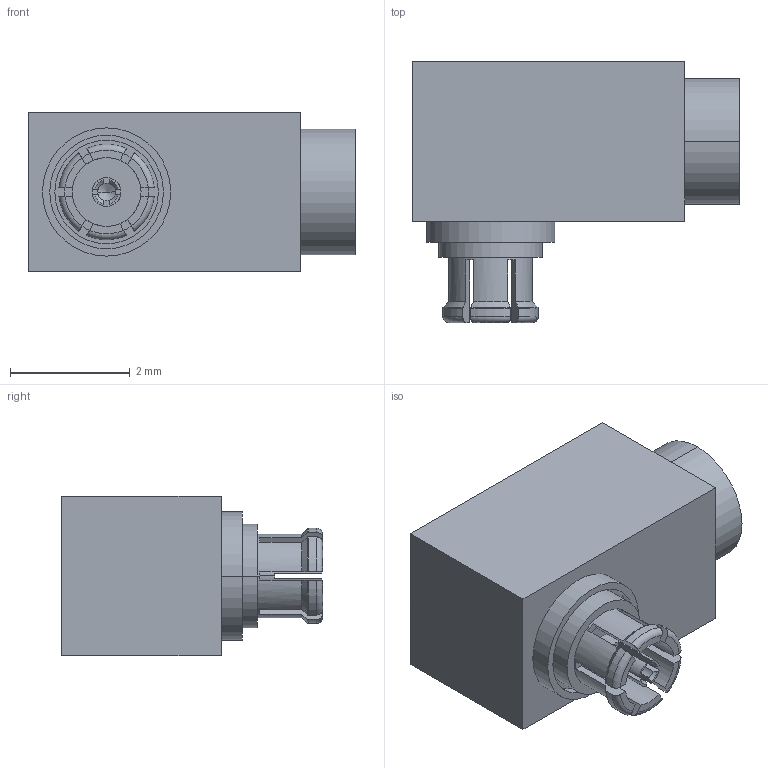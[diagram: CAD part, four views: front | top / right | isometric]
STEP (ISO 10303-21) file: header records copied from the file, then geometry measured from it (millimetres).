
FILE_DESCRIPTION (( 'STEP AP214' ), '1' );
FILE_NAME ('FMCN45894_3D.step', '2023-07-05T18:19:54', ( '' ), ( '' ), 'SwSTEP 2.0', 'SolidWorks 2022', '' );
FILE_SCHEMA (( 'AUTOMOTIVE_DESIGN' ));
Length unit declared in the file: millimetre
Products named in the file (1): FMCN45894_3D
Bounding box: 5.46 x 4.36 x 2.67 mm (x, y, z)
Volume: 36.3 mm3; surface area: 94.1 mm2
Topology: 1 solids, 1 shells, 107 faces, 288 edges, 189 vertices
Faces by surface type: plane 53, cylinder 26, cone 16, torus 12
Entity records: 3688 total; most frequent: CARTESIAN_POINT 931, ORIENTED_EDGE 572, DIRECTION 570, EDGE_CURVE 286, AXIS2_PLACEMENT_3D 220, VERTEX_POINT 189, VECTOR 130, LINE 130
